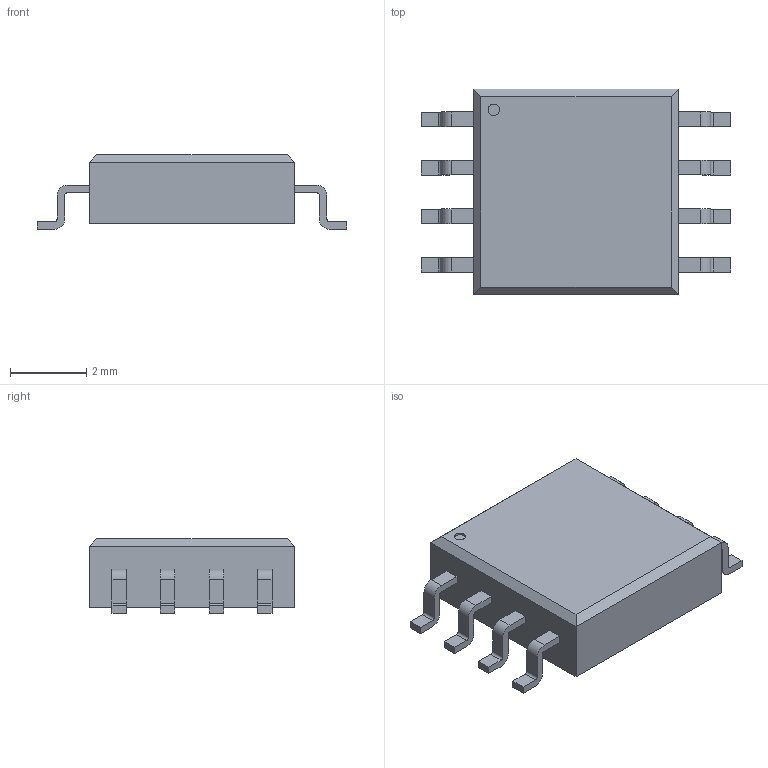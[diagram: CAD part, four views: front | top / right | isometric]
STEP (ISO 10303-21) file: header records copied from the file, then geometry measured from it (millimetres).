
FILE_DESCRIPTION(/* description */ (''),/* implementation_level */ '2;1');
FILE_NAME(/* name */ 'soic_1622207290187.stp',/* time_stamp */ '2021-05-28T13:08:16+00:00',/* author */ (''),/* organization */ (''),/* preprocessor_version */ 'ST-DEVELOPER v18.1',/* originating_system */ 'ASM',/* authorisation */ '');
FILE_SCHEMA (('AUTOMOTIVE_DESIGN { 1 0 10303 214 3 1 1 }'));
Length unit declared in the file: millimetre
Products named in the file (1): soic_1622207290187
Bounding box: 8.1 x 5.38 x 1.95 mm (x, y, z)
Volume: 53 mm3; surface area: 114.3 mm2
Topology: 1 solids, 1 shells, 116 faces, 311 edges, 206 vertices
Faces by surface type: plane 83, cylinder 33
Full cylindrical faces by diameter (mm): 0.3 x1
Entity records: 3757 total; most frequent: CARTESIAN_POINT 634, ORIENTED_EDGE 622, DIRECTION 611, EDGE_CURVE 311, LINE 245, VECTOR 245, VERTEX_POINT 206, AXIS2_PLACEMENT_3D 183
